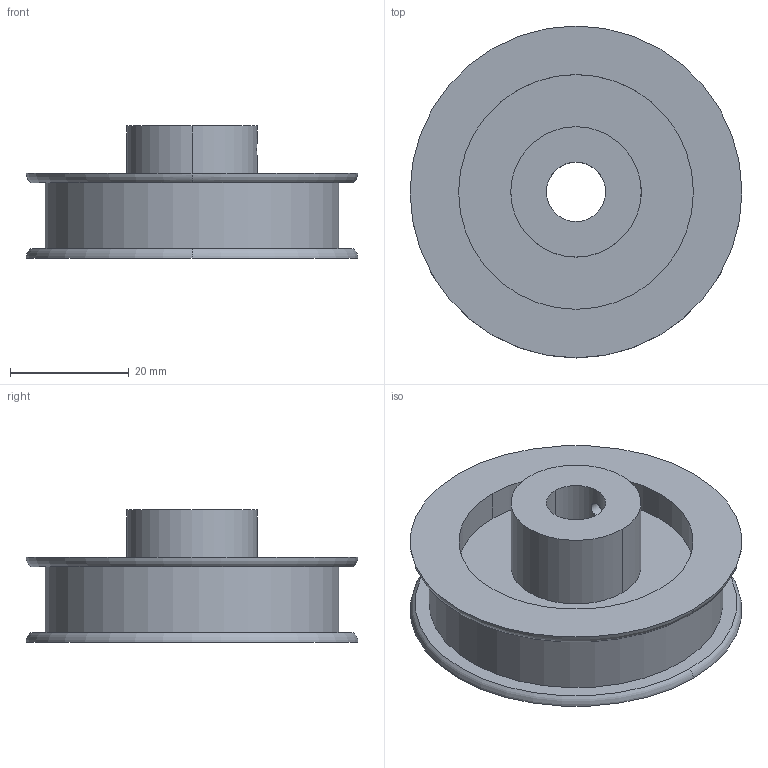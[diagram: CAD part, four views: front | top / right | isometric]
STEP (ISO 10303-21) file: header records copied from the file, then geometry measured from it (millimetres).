
FILE_DESCRIPTION((''),'2;1');
FILE_NAME('43456','2011-07-05T',('carefree'),(''),'PRO/ENGINEER BY PARAMETRIC TECHNOLOGY CORPORATION, 2005030','PRO/ENGINEER BY PARAMETRIC TECHNOLOGY CORPORATION, 2005030','');
FILE_SCHEMA(('CONFIG_CONTROL_DESIGN'));
Length unit declared in the file: millimetre
Products named in the file (1): 43456
Bounding box: 56 x 56 x 22.3 mm (x, y, z)
Volume: 21617 mm3; surface area: 11254.6 mm2
Topology: 1 solids, 1 shells, 40 faces, 96 edges, 64 vertices
Faces by surface type: cylinder 22, plane 14, torus 4
Entity records: 1281 total; most frequent: CARTESIAN_POINT 251, DIRECTION 224, ORIENTED_EDGE 192, EDGE_CURVE 96, AXIS2_PLACEMENT_3D 92, VERTEX_POINT 64, CIRCLE 52, EDGE_LOOP 50
